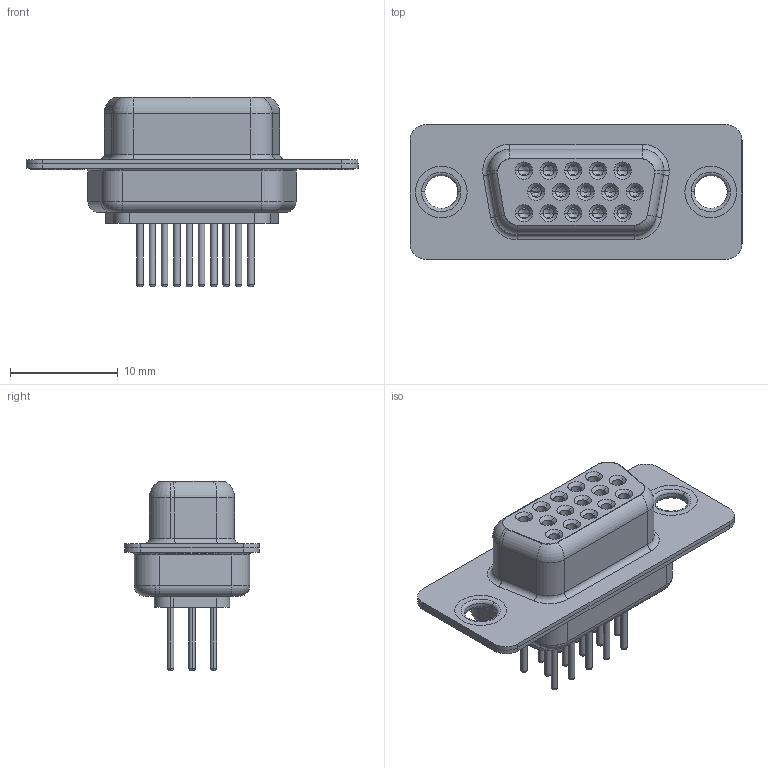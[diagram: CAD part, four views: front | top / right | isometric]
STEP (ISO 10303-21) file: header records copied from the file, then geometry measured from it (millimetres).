
FILE_DESCRIPTION (( 'STEP AP203' ), '1' );
FILE_NAME ('638-M15-330-BT1.STEP', '2022-07-05T18:27:55', ( '' ), ( '' ), 'SwSTEP 2.0', 'SolidWorks 2020', '' );
FILE_SCHEMA (( 'CONFIG_CONTROL_DESIGN' ));
Length unit declared in the file: millimetre
Products named in the file (8): 638M Shell Front_15 Contacts; 638M Thru Hole Rivet; 638M Contact Row 1_30; 638M Contact Row 2_30; 638M Shell Rear_15 Contacts; 638M Contact Row 3_30; 638-M15-330-BT1; 638M Housing_15 Contacts
Assembly tree (20 placements, depth 2):
  638-M15-330-BT1
    638M Housing_15 Contacts
    638M Shell Front_15 Contacts
    638M Shell Rear_15 Contacts
    638M Contact Row 1_30  x5
    638M Contact Row 2_30  x5
    638M Contact Row 3_30  x5
    638M Thru Hole Rivet  x2
Bounding box: 30.8 x 12.5 x 17.6 mm (x, y, z)
Volume: 1559.1 mm3; surface area: 5182.6 mm2
Topology: 20 solids, 20 shells, 1078 faces, 2493 edges, 1526 vertices
Faces by surface type: cylinder 406, plane 292, torus 275, cone 105
Entity records: 17279 total; most frequent: DIRECTION 3089, CARTESIAN_POINT 2897, ORIENTED_EDGE 2542, AXIS2_PLACEMENT_3D 1310, EDGE_CURVE 1271, VERTEX_POINT 794, CIRCLE 733, EDGE_LOOP 661
